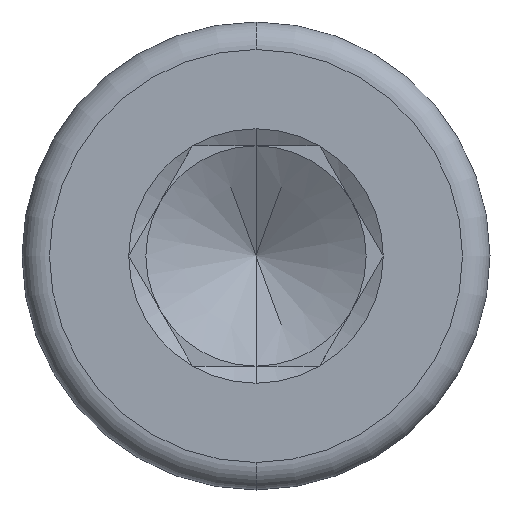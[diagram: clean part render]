
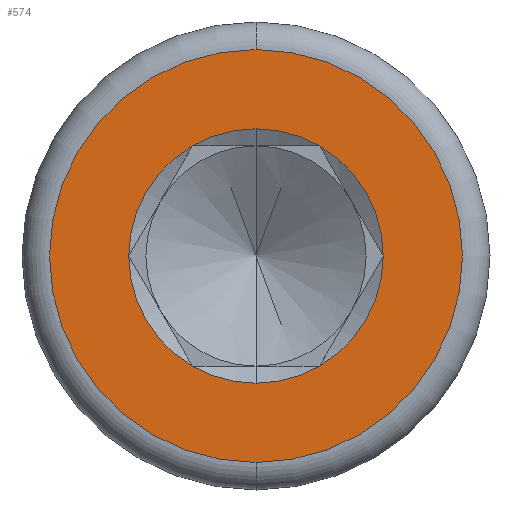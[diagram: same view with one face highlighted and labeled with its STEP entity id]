
A CAD part, left-side view. The second image highlights one B-rep face of the part: STEP entity #574.
In plain terms, the highlighted planar face has unit normal (-1, 0, 0).
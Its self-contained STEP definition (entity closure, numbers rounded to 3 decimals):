
#189=CARTESIAN_POINT('',(-5.,0.,-2.31));
#190=VERTEX_POINT('',#189);
#199=CARTESIAN_POINT('',(-5.,0.,2.31));
#200=VERTEX_POINT('',#199);
#201=CARTESIAN_POINT('',(-5.,0.,0.));
#202=DIRECTION('',(-1.,0.,0.));
#203=DIRECTION('',(0.,0.,-1.));
#204=AXIS2_PLACEMENT_3D('',#201,#202,#203);
#205=CIRCLE('',#204,2.31);
#206=EDGE_CURVE('',#190,#200,#205,.T.);
#520=CARTESIAN_POINT('',(-5.,0.,3.75));
#521=VERTEX_POINT('',#520);
#529=CARTESIAN_POINT('',(-5.,-0.,-3.75));
#530=VERTEX_POINT('',#529);
#531=CARTESIAN_POINT('',(-5.,0.,0.));
#532=DIRECTION('',(1.,0.,0.));
#533=DIRECTION('',(0.,0.,-1.));
#534=AXIS2_PLACEMENT_3D('',#531,#532,#533);
#535=CIRCLE('',#534,3.75);
#536=EDGE_CURVE('',#521,#530,#535,.T.);
#549=CARTESIAN_POINT('',(-5.,0.,0.));
#550=DIRECTION('',(1.,0.,0.));
#551=DIRECTION('',(0.,0.,-1.));
#552=AXIS2_PLACEMENT_3D('',#549,#550,#551);
#553=PLANE('',#552);
#554=ORIENTED_EDGE('',*,*,#536,.F.);
#555=CARTESIAN_POINT('',(-5.,0.,0.));
#556=DIRECTION('',(1.,0.,0.));
#557=DIRECTION('',(0.,0.,-1.));
#558=AXIS2_PLACEMENT_3D('',#555,#556,#557);
#559=CIRCLE('',#558,3.75);
#560=EDGE_CURVE('',#530,#521,#559,.T.);
#561=ORIENTED_EDGE('',*,*,#560,.F.);
#562=EDGE_LOOP('',(#554,#561));
#563=FACE_BOUND('',#562,.T.);
#564=CARTESIAN_POINT('',(-5.,0.,0.));
#565=DIRECTION('',(-1.,0.,0.));
#566=DIRECTION('',(0.,0.,-1.));
#567=AXIS2_PLACEMENT_3D('',#564,#565,#566);
#568=CIRCLE('',#567,2.31);
#569=EDGE_CURVE('',#200,#190,#568,.T.);
#570=ORIENTED_EDGE('',*,*,#569,.F.);
#571=ORIENTED_EDGE('',*,*,#206,.F.);
#572=EDGE_LOOP('',(#570,#571));
#573=FACE_BOUND('',#572,.T.);
#574=ADVANCED_FACE('',(#563,#573),#553,.F.);
